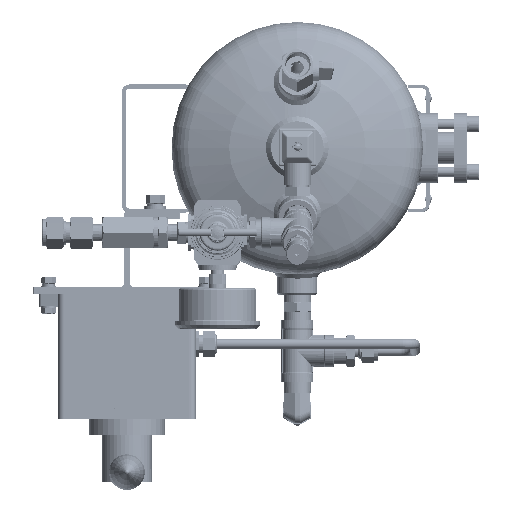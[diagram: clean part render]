
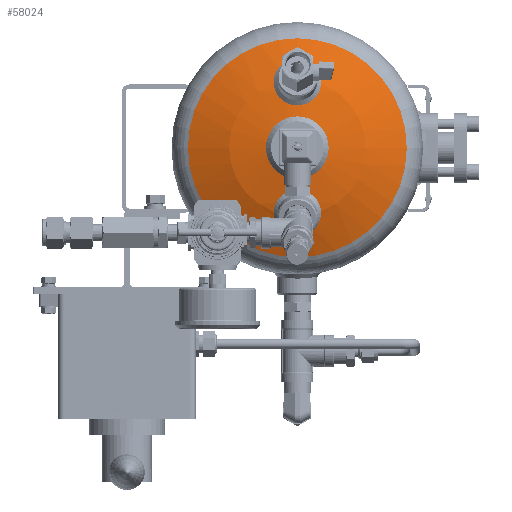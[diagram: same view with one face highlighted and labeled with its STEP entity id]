
A CAD part, top view. The second image highlights one B-rep face of the part: STEP entity #58024.
In plain terms, the highlighted spherical face has radius 202.3 mm.
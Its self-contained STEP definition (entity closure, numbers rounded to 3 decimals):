
#648=SPHERICAL_SURFACE('',#70271,202.3);
#14215=ORIENTED_EDGE('',*,*,#31213,.T.);
#14216=ORIENTED_EDGE('',*,*,#31217,.T.);
#14217=ORIENTED_EDGE('',*,*,#31218,.F.);
#14218=ORIENTED_EDGE('',*,*,#31219,.F.);
#31213=EDGE_CURVE('',#39775,#39775,#45699,.T.);
#31217=EDGE_CURVE('',#39779,#39779,#45703,.T.);
#31218=EDGE_CURVE('',#39780,#39780,#45704,.T.);
#31219=EDGE_CURVE('',#39781,#39781,#45705,.F.);
#39775=VERTEX_POINT('',#92584);
#39779=VERTEX_POINT('',#92594);
#39780=VERTEX_POINT('',#92596);
#39781=VERTEX_POINT('',#92598);
#45699=CIRCLE('',#70266,15.);
#45703=CIRCLE('',#70272,15.);
#45704=CIRCLE('',#70273,87.326);
#45705=CIRCLE('',#70274,20.);
#47891=EDGE_LOOP('',(#14215));
#47892=EDGE_LOOP('',(#14216));
#47893=EDGE_LOOP('',(#14217));
#47894=EDGE_LOOP('',(#14218));
#52548=FACE_BOUND('',#47891,.T.);
#52549=FACE_BOUND('',#47892,.T.);
#52550=FACE_BOUND('',#47893,.T.);
#52551=FACE_BOUND('',#47894,.T.);
#58024=ADVANCED_FACE('',(#52548,#52549,#52550,#52551),#648,.T.);
#70266=AXIS2_PLACEMENT_3D('',#92583,#76610,#76611);
#70271=AXIS2_PLACEMENT_3D('',#92592,#76620,#76621);
#70272=AXIS2_PLACEMENT_3D('',#92593,#76622,#76623);
#70273=AXIS2_PLACEMENT_3D('',#92595,#76624,#76625);
#70274=AXIS2_PLACEMENT_3D('',#92597,#76626,#76627);
#76610=DIRECTION('',(0.259,0.,-0.966));
#76611=DIRECTION('',(0.966,0.,0.259));
#76620=DIRECTION('',(0.,0.,-1.));
#76621=DIRECTION('',(1.,0.,0.));
#76622=DIRECTION('',(-0.259,0.,-0.966));
#76623=DIRECTION('',(-0.966,0.,0.259));
#76624=DIRECTION('',(0.,0.,-1.));
#76625=DIRECTION('',(-1.,0.,0.));
#76626=DIRECTION('',(0.,0.,-1.));
#76627=DIRECTION('',(-1.,0.,0.));
#92583=CARTESIAN_POINT('',(-52.215,0.,46.028));
#92584=CARTESIAN_POINT('',(-37.726,0.,49.911));
#92592=CARTESIAN_POINT('',(0.,0.,-148.841));
#92593=CARTESIAN_POINT('',(52.215,0.,46.028));
#92594=CARTESIAN_POINT('',(37.726,0.,49.911));
#92595=CARTESIAN_POINT('',(0.,0.,33.641));
#92596=CARTESIAN_POINT('',(-87.326,0.,33.641));
#92597=CARTESIAN_POINT('',(0.,0.,52.468));
#92598=CARTESIAN_POINT('',(-20.,0.,52.468));
